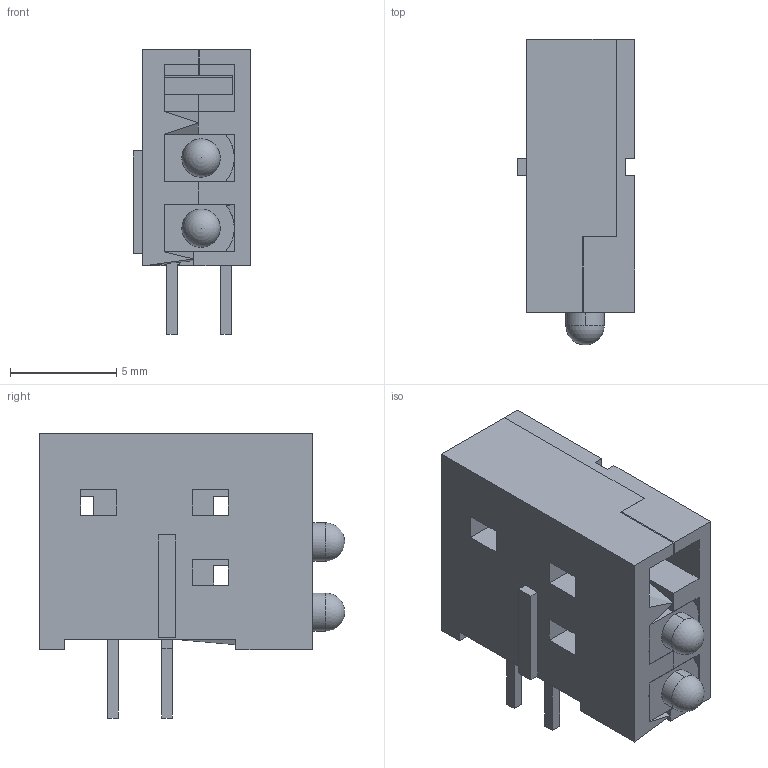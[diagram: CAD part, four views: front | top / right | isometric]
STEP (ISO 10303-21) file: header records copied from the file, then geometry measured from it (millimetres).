
FILE_DESCRIPTION (( 'STEP AP214' ), '1' );
FILE_NAME ('WP406A10XHA-X2GD.STEP', '2016-04-18T20:37:44', ( 'admin' ), ( '' ), 'SwSTEP 2.0', 'SolidWorks 2012', '' );
FILE_SCHEMA (( 'AUTOMOTIVE_DESIGN' ));
Length unit declared in the file: millimetre
Products named in the file (1): WP406A10XHA-X2GD
Bounding box: 5.53 x 14.37 x 13.36 mm (x, y, z)
Surface area: 1321 mm2 (no closed solid volume)
Topology: 0 solids, 7 shells, 229 faces, 679 edges, 452 vertices
Faces by surface type: plane 215, cylinder 12, sphere 2
Entity records: 7474 total; most frequent: CARTESIAN_POINT 1370, ORIENTED_EDGE 1266, DIRECTION 1147, EDGE_CURVE 673, VECTOR 645, LINE 645, VERTEX_POINT 448, AXIS2_PLACEMENT_3D 251
